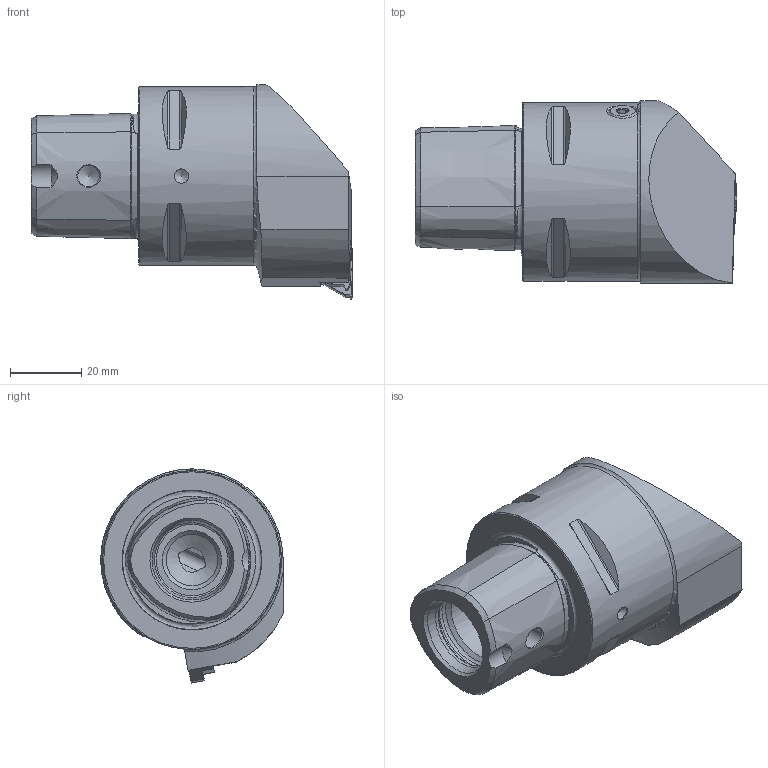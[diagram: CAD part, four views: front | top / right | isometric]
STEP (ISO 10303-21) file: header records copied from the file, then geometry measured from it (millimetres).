
FILE_DESCRIPTION (( 'STEP AP214' ), '1' );
FILE_NAME ('PS5.KGB.RGA.060-HP.STEP', '2022-02-21T07:08:58', ( '' ), ( '' ), 'SwSTEP 2.0', 'SolidWorks 2017', '' );
FILE_SCHEMA (( 'AUTOMOTIVE_DESIGN' ));
Length unit declared in the file: millimetre
Products named in the file (12): DIN 3771 - 13x1; PS5.KGB.RGA.060-HP; WGB-ER2.101.003_A; CHP-ER1.015.006_A; PS5-KGB.RGA.060-HP_B; LT16EL; WGB-ER3.001.007_A; CHP-ER1.008.014_A; ISO 8752 2x8; DIN 7991 - M5x15; WGB-ER2.001.012_A; CHP-ER1.015.006
Assembly tree (11 placements, depth 3):
  PS5.KGB.RGA.060-HP
    PS5-KGB.RGA.060-HP_B
    CHP-ER1.015.006
      CHP-ER1.015.006_A
      DIN 3771 - 13x1
      DIN 7991 - M5x15
    CHP-ER1.008.014_A
    WGB-ER2.101.003_A
    WGB-ER2.001.012_A
    WGB-ER3.001.007_A
    LT16EL
    ISO 8752 2x8
Bounding box: 89.91 x 50.98 x 59.91 mm (x, y, z)
Volume: 114379.7 mm3; surface area: 23662 mm2
Topology: 10 solids, 10 shells, 313 faces, 744 edges, 459 vertices
Faces by surface type: plane 126, cylinder 85, cone 78, torus 24
Full cylindrical faces by diameter (mm): 2 x1, 2.5 x1, 2.578 x2, 2.775 x1, 3 x2, 3.175 x1, 4 x2, 4.025 x1, 4.2 x4, 5 x1, 5.2 x1, 5.5 x3, 6.1 x2, 7 x1, 8 x1, 10 x1, 13.4 x1, 14.5 x1, 15 x4, 21 x2, 24 x1, 50 x1
Entity records: 9697 total; most frequent: CARTESIAN_POINT 2546, DIRECTION 1383, ORIENTED_EDGE 1248, EDGE_CURVE 624, AXIS2_PLACEMENT_3D 557, VERTEX_POINT 432, EDGE_LOOP 428, FACE_OUTER_BOUND 359
